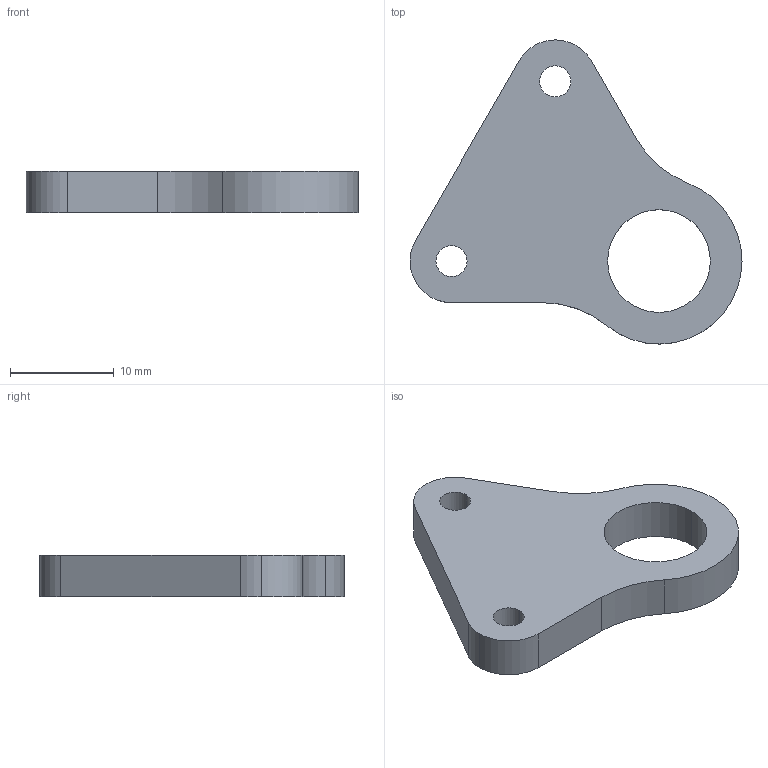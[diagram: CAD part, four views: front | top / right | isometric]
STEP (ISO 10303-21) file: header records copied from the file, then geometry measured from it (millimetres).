
FILE_DESCRIPTION (( 'STEP AP203' ), '1' );
FILE_NAME ('LF1.3_??????????.STEP', '2024-05-20T16:45:08', ( '' ), ( '' ), 'SwSTEP 2.0', 'SolidWorks 2020', '' );
FILE_SCHEMA (( 'CONFIG_CONTROL_DESIGN' ));
Length unit declared in the file: millimetre
Products named in the file (1): LF1.3_??????????
Bounding box: 32 x 29.32 x 4 mm (x, y, z)
Volume: 1863.7 mm3; surface area: 1513 mm2
Topology: 1 solids, 1 shells, 17 faces, 45 edges, 30 vertices
Faces by surface type: cylinder 12, plane 5
Entity records: 632 total; most frequent: DIRECTION 105, CARTESIAN_POINT 93, ORIENTED_EDGE 90, EDGE_CURVE 45, AXIS2_PLACEMENT_3D 42, VERTEX_POINT 30, CIRCLE 24, EDGE_LOOP 23
